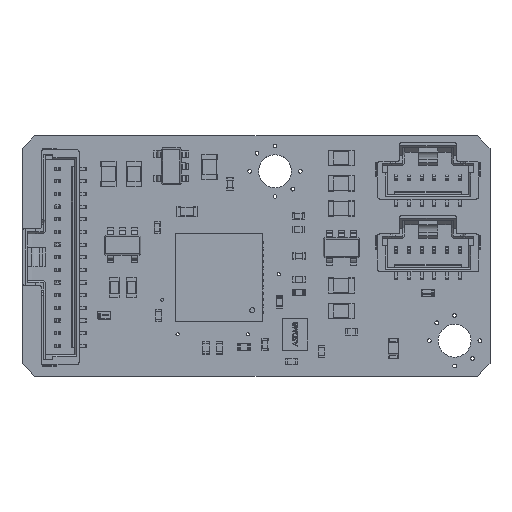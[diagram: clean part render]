
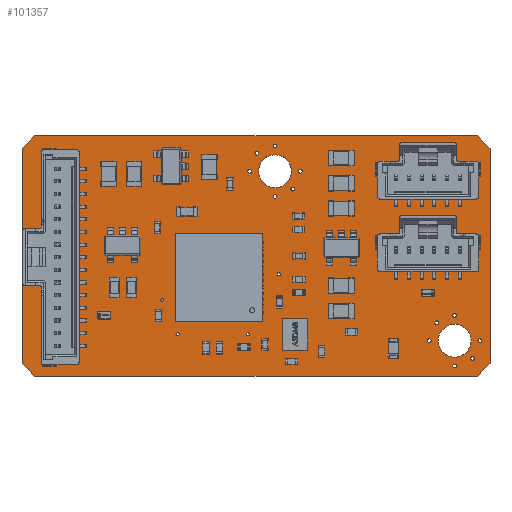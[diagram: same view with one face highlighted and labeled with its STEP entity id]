
A CAD part, top view. The second image highlights one B-rep face of the part: STEP entity #101357.
In plain terms, the highlighted planar face has unit normal (0, 0, 1).
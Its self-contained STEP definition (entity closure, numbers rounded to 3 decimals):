
#101015 = VERTEX_POINT('',#101016);
#101016 = CARTESIAN_POINT('',(37.,18.,1.6));
#101022 = EDGE_CURVE('',#101015,#101023,#101025,.T.);
#101023 = VERTEX_POINT('',#101024);
#101024 = CARTESIAN_POINT('',(37.,1.,1.6));
#101025 = LINE('',#101026,#101027);
#101026 = CARTESIAN_POINT('',(37.,18.,1.6));
#101027 = VECTOR('',#101028,1.);
#101028 = DIRECTION('',(0.,-1.,0.));
#101055 = VERTEX_POINT('',#101056);
#101056 = CARTESIAN_POINT('',(36.,19.,1.6));
#101062 = EDGE_CURVE('',#101055,#101015,#101063,.T.);
#101063 = LINE('',#101064,#101065);
#101064 = CARTESIAN_POINT('',(36.,19.,1.6));
#101065 = VECTOR('',#101066,1.);
#101066 = DIRECTION('',(0.707,-0.707,0.));
#101084 = EDGE_CURVE('',#101023,#101085,#101087,.T.);
#101085 = VERTEX_POINT('',#101086);
#101086 = CARTESIAN_POINT('',(36.,0.,1.6));
#101087 = LINE('',#101088,#101089);
#101088 = CARTESIAN_POINT('',(37.,1.,1.6));
#101089 = VECTOR('',#101090,1.);
#101090 = DIRECTION('',(-0.707,-0.707,0.));
#101357 = ADVANCED_FACE('',(#101358,#101401,#101412,#101423,#101434,
    #101445,#101456,#101467,#101478,#101489,#101500,#101511,#101522,
    #101533,#101544,#101555,#101566,#101577,#101588),#101599,.T.);
#101358 = FACE_BOUND('',#101359,.T.);
#101359 = EDGE_LOOP('',(#101360,#101361,#101362,#101370,#101378,#101386,
    #101394,#101400));
#101360 = ORIENTED_EDGE('',*,*,#101022,.F.);
#101361 = ORIENTED_EDGE('',*,*,#101062,.F.);
#101362 = ORIENTED_EDGE('',*,*,#101363,.F.);
#101363 = EDGE_CURVE('',#101364,#101055,#101366,.T.);
#101364 = VERTEX_POINT('',#101365);
#101365 = CARTESIAN_POINT('',(1.,19.,1.6));
#101366 = LINE('',#101367,#101368);
#101367 = CARTESIAN_POINT('',(1.,19.,1.6));
#101368 = VECTOR('',#101369,1.);
#101369 = DIRECTION('',(1.,0.,0.));
#101370 = ORIENTED_EDGE('',*,*,#101371,.F.);
#101371 = EDGE_CURVE('',#101372,#101364,#101374,.T.);
#101372 = VERTEX_POINT('',#101373);
#101373 = CARTESIAN_POINT('',(0.,18.,1.6));
#101374 = LINE('',#101375,#101376);
#101375 = CARTESIAN_POINT('',(0.,18.,1.6));
#101376 = VECTOR('',#101377,1.);
#101377 = DIRECTION('',(0.707,0.707,0.));
#101378 = ORIENTED_EDGE('',*,*,#101379,.F.);
#101379 = EDGE_CURVE('',#101380,#101372,#101382,.T.);
#101380 = VERTEX_POINT('',#101381);
#101381 = CARTESIAN_POINT('',(0.,1.,1.6));
#101382 = LINE('',#101383,#101384);
#101383 = CARTESIAN_POINT('',(0.,1.,1.6));
#101384 = VECTOR('',#101385,1.);
#101385 = DIRECTION('',(0.,1.,0.));
#101386 = ORIENTED_EDGE('',*,*,#101387,.F.);
#101387 = EDGE_CURVE('',#101388,#101380,#101390,.T.);
#101388 = VERTEX_POINT('',#101389);
#101389 = CARTESIAN_POINT('',(1.,0.,1.6));
#101390 = LINE('',#101391,#101392);
#101391 = CARTESIAN_POINT('',(1.,0.,1.6));
#101392 = VECTOR('',#101393,1.);
#101393 = DIRECTION('',(-0.707,0.707,0.));
#101394 = ORIENTED_EDGE('',*,*,#101395,.F.);
#101395 = EDGE_CURVE('',#101085,#101388,#101396,.T.);
#101396 = LINE('',#101397,#101398);
#101397 = CARTESIAN_POINT('',(36.,0.,1.6));
#101398 = VECTOR('',#101399,1.);
#101399 = DIRECTION('',(-1.,0.,0.));
#101400 = ORIENTED_EDGE('',*,*,#101084,.F.);
#101401 = FACE_BOUND('',#101402,.T.);
#101402 = EDGE_LOOP('',(#101403));
#101403 = ORIENTED_EDGE('',*,*,#101404,.T.);
#101404 = EDGE_CURVE('',#101405,#101405,#101407,.T.);
#101405 = VERTEX_POINT('',#101406);
#101406 = CARTESIAN_POINT('',(12.3,3.175,1.6));
#101407 = CIRCLE('',#101408,0.125);
#101408 = AXIS2_PLACEMENT_3D('',#101409,#101410,#101411);
#101409 = CARTESIAN_POINT('',(12.3,3.3,1.6));
#101410 = DIRECTION('',(-0.,0.,-1.));
#101411 = DIRECTION('',(-0.,-1.,0.));
#101412 = FACE_BOUND('',#101413,.T.);
#101413 = EDGE_LOOP('',(#101414));
#101414 = ORIENTED_EDGE('',*,*,#101415,.T.);
#101415 = EDGE_CURVE('',#101416,#101416,#101418,.T.);
#101416 = VERTEX_POINT('',#101417);
#101417 = CARTESIAN_POINT('',(17.85,3.175,1.6));
#101418 = CIRCLE('',#101419,0.125);
#101419 = AXIS2_PLACEMENT_3D('',#101420,#101421,#101422);
#101420 = CARTESIAN_POINT('',(17.85,3.3,1.6));
#101421 = DIRECTION('',(-0.,0.,-1.));
#101422 = DIRECTION('',(-0.,-1.,0.));
#101423 = FACE_BOUND('',#101424,.T.);
#101424 = EDGE_LOOP('',(#101425));
#101425 = ORIENTED_EDGE('',*,*,#101426,.T.);
#101426 = EDGE_CURVE('',#101427,#101427,#101429,.T.);
#101427 = VERTEX_POINT('',#101428);
#101428 = CARTESIAN_POINT('',(11.1,5.925,1.6));
#101429 = CIRCLE('',#101430,0.125);
#101430 = AXIS2_PLACEMENT_3D('',#101431,#101432,#101433);
#101431 = CARTESIAN_POINT('',(11.1,6.05,1.6));
#101432 = DIRECTION('',(-0.,0.,-1.));
#101433 = DIRECTION('',(-0.,-1.,0.));
#101434 = FACE_BOUND('',#101435,.T.);
#101435 = EDGE_LOOP('',(#101436));
#101436 = ORIENTED_EDGE('',*,*,#101437,.T.);
#101437 = EDGE_CURVE('',#101438,#101438,#101440,.T.);
#101438 = VERTEX_POINT('',#101439);
#101439 = CARTESIAN_POINT('',(20.3,7.925,1.6));
#101440 = CIRCLE('',#101441,0.125);
#101441 = AXIS2_PLACEMENT_3D('',#101442,#101443,#101444);
#101442 = CARTESIAN_POINT('',(20.3,8.05,1.6));
#101443 = DIRECTION('',(-0.,0.,-1.));
#101444 = DIRECTION('',(-0.,-1.,0.));
#101445 = FACE_BOUND('',#101446,.T.);
#101446 = EDGE_LOOP('',(#101447));
#101447 = ORIENTED_EDGE('',*,*,#101448,.T.);
#101448 = EDGE_CURVE('',#101449,#101449,#101451,.T.);
#101449 = VERTEX_POINT('',#101450);
#101450 = CARTESIAN_POINT('',(32.2,2.65,1.6));
#101451 = CIRCLE('',#101452,0.15);
#101452 = AXIS2_PLACEMENT_3D('',#101453,#101454,#101455);
#101453 = CARTESIAN_POINT('',(32.2,2.8,1.6));
#101454 = DIRECTION('',(-0.,0.,-1.));
#101455 = DIRECTION('',(-0.,-1.,0.));
#101456 = FACE_BOUND('',#101457,.T.);
#101457 = EDGE_LOOP('',(#101458));
#101458 = ORIENTED_EDGE('',*,*,#101459,.T.);
#101459 = EDGE_CURVE('',#101460,#101460,#101462,.T.);
#101460 = VERTEX_POINT('',#101461);
#101461 = CARTESIAN_POINT('',(34.2,0.65,1.6));
#101462 = CIRCLE('',#101463,0.15);
#101463 = AXIS2_PLACEMENT_3D('',#101464,#101465,#101466);
#101464 = CARTESIAN_POINT('',(34.2,0.8,1.6));
#101465 = DIRECTION('',(-0.,0.,-1.));
#101466 = DIRECTION('',(-0.,-1.,0.));
#101467 = FACE_BOUND('',#101468,.T.);
#101468 = EDGE_LOOP('',(#101469));
#101469 = ORIENTED_EDGE('',*,*,#101470,.T.);
#101470 = EDGE_CURVE('',#101471,#101471,#101473,.T.);
#101471 = VERTEX_POINT('',#101472);
#101472 = CARTESIAN_POINT('',(35.614,1.236,1.6));
#101473 = CIRCLE('',#101474,0.15);
#101474 = AXIS2_PLACEMENT_3D('',#101475,#101476,#101477);
#101475 = CARTESIAN_POINT('',(35.614,1.386,1.6));
#101476 = DIRECTION('',(-0.,0.,-1.));
#101477 = DIRECTION('',(0.,-1.,0.));
#101478 = FACE_BOUND('',#101479,.T.);
#101479 = EDGE_LOOP('',(#101480));
#101480 = ORIENTED_EDGE('',*,*,#101481,.T.);
#101481 = EDGE_CURVE('',#101482,#101482,#101484,.T.);
#101482 = VERTEX_POINT('',#101483);
#101483 = CARTESIAN_POINT('',(34.2,1.5,1.6));
#101484 = CIRCLE('',#101485,1.3);
#101485 = AXIS2_PLACEMENT_3D('',#101486,#101487,#101488);
#101486 = CARTESIAN_POINT('',(34.2,2.8,1.6));
#101487 = DIRECTION('',(-0.,0.,-1.));
#101488 = DIRECTION('',(-0.,-1.,0.));
#101489 = FACE_BOUND('',#101490,.T.);
#101490 = EDGE_LOOP('',(#101491));
#101491 = ORIENTED_EDGE('',*,*,#101492,.T.);
#101492 = EDGE_CURVE('',#101493,#101493,#101495,.T.);
#101493 = VERTEX_POINT('',#101494);
#101494 = CARTESIAN_POINT('',(36.2,2.65,1.6));
#101495 = CIRCLE('',#101496,0.15);
#101496 = AXIS2_PLACEMENT_3D('',#101497,#101498,#101499);
#101497 = CARTESIAN_POINT('',(36.2,2.8,1.6));
#101498 = DIRECTION('',(-0.,0.,-1.));
#101499 = DIRECTION('',(-0.,-1.,0.));
#101500 = FACE_BOUND('',#101501,.T.);
#101501 = EDGE_LOOP('',(#101502));
#101502 = ORIENTED_EDGE('',*,*,#101503,.T.);
#101503 = EDGE_CURVE('',#101504,#101504,#101506,.T.);
#101504 = VERTEX_POINT('',#101505);
#101505 = CARTESIAN_POINT('',(32.786,4.064,1.6));
#101506 = CIRCLE('',#101507,0.15);
#101507 = AXIS2_PLACEMENT_3D('',#101508,#101509,#101510);
#101508 = CARTESIAN_POINT('',(32.786,4.214,1.6));
#101509 = DIRECTION('',(-0.,0.,-1.));
#101510 = DIRECTION('',(-0.,-1.,0.));
#101511 = FACE_BOUND('',#101512,.T.);
#101512 = EDGE_LOOP('',(#101513));
#101513 = ORIENTED_EDGE('',*,*,#101514,.T.);
#101514 = EDGE_CURVE('',#101515,#101515,#101517,.T.);
#101515 = VERTEX_POINT('',#101516);
#101516 = CARTESIAN_POINT('',(34.2,4.65,1.6));
#101517 = CIRCLE('',#101518,0.15);
#101518 = AXIS2_PLACEMENT_3D('',#101519,#101520,#101521);
#101519 = CARTESIAN_POINT('',(34.2,4.8,1.6));
#101520 = DIRECTION('',(-0.,0.,-1.));
#101521 = DIRECTION('',(-0.,-1.,0.));
#101522 = FACE_BOUND('',#101523,.T.);
#101523 = EDGE_LOOP('',(#101524));
#101524 = ORIENTED_EDGE('',*,*,#101525,.T.);
#101525 = EDGE_CURVE('',#101526,#101526,#101528,.T.);
#101526 = VERTEX_POINT('',#101527);
#101527 = CARTESIAN_POINT('',(20.,14.05,1.6));
#101528 = CIRCLE('',#101529,0.15);
#101529 = AXIS2_PLACEMENT_3D('',#101530,#101531,#101532);
#101530 = CARTESIAN_POINT('',(20.,14.2,1.6));
#101531 = DIRECTION('',(-0.,0.,-1.));
#101532 = DIRECTION('',(-0.,-1.,0.));
#101533 = FACE_BOUND('',#101534,.T.);
#101534 = EDGE_LOOP('',(#101535));
#101535 = ORIENTED_EDGE('',*,*,#101536,.T.);
#101536 = EDGE_CURVE('',#101537,#101537,#101539,.T.);
#101537 = VERTEX_POINT('',#101538);
#101538 = CARTESIAN_POINT('',(21.414,14.636,1.6));
#101539 = CIRCLE('',#101540,0.15);
#101540 = AXIS2_PLACEMENT_3D('',#101541,#101542,#101543);
#101541 = CARTESIAN_POINT('',(21.414,14.786,1.6));
#101542 = DIRECTION('',(-0.,0.,-1.));
#101543 = DIRECTION('',(-0.,-1.,0.));
#101544 = FACE_BOUND('',#101545,.T.);
#101545 = EDGE_LOOP('',(#101546));
#101546 = ORIENTED_EDGE('',*,*,#101547,.T.);
#101547 = EDGE_CURVE('',#101548,#101548,#101550,.T.);
#101548 = VERTEX_POINT('',#101549);
#101549 = CARTESIAN_POINT('',(18.,16.05,1.6));
#101550 = CIRCLE('',#101551,0.15);
#101551 = AXIS2_PLACEMENT_3D('',#101552,#101553,#101554);
#101552 = CARTESIAN_POINT('',(18.,16.2,1.6));
#101553 = DIRECTION('',(-0.,0.,-1.));
#101554 = DIRECTION('',(-0.,-1.,0.));
#101555 = FACE_BOUND('',#101556,.T.);
#101556 = EDGE_LOOP('',(#101557));
#101557 = ORIENTED_EDGE('',*,*,#101558,.T.);
#101558 = EDGE_CURVE('',#101559,#101559,#101561,.T.);
#101559 = VERTEX_POINT('',#101560);
#101560 = CARTESIAN_POINT('',(20.,14.9,1.6));
#101561 = CIRCLE('',#101562,1.3);
#101562 = AXIS2_PLACEMENT_3D('',#101563,#101564,#101565);
#101563 = CARTESIAN_POINT('',(20.,16.2,1.6));
#101564 = DIRECTION('',(-0.,0.,-1.));
#101565 = DIRECTION('',(-0.,-1.,0.));
#101566 = FACE_BOUND('',#101567,.T.);
#101567 = EDGE_LOOP('',(#101568));
#101568 = ORIENTED_EDGE('',*,*,#101569,.T.);
#101569 = EDGE_CURVE('',#101570,#101570,#101572,.T.);
#101570 = VERTEX_POINT('',#101571);
#101571 = CARTESIAN_POINT('',(18.586,17.464,1.6));
#101572 = CIRCLE('',#101573,0.15);
#101573 = AXIS2_PLACEMENT_3D('',#101574,#101575,#101576);
#101574 = CARTESIAN_POINT('',(18.586,17.614,1.6));
#101575 = DIRECTION('',(-0.,0.,-1.));
#101576 = DIRECTION('',(-0.,-1.,0.));
#101577 = FACE_BOUND('',#101578,.T.);
#101578 = EDGE_LOOP('',(#101579));
#101579 = ORIENTED_EDGE('',*,*,#101580,.T.);
#101580 = EDGE_CURVE('',#101581,#101581,#101583,.T.);
#101581 = VERTEX_POINT('',#101582);
#101582 = CARTESIAN_POINT('',(20.,18.05,1.6));
#101583 = CIRCLE('',#101584,0.15);
#101584 = AXIS2_PLACEMENT_3D('',#101585,#101586,#101587);
#101585 = CARTESIAN_POINT('',(20.,18.2,1.6));
#101586 = DIRECTION('',(-0.,0.,-1.));
#101587 = DIRECTION('',(-0.,-1.,0.));
#101588 = FACE_BOUND('',#101589,.T.);
#101589 = EDGE_LOOP('',(#101590));
#101590 = ORIENTED_EDGE('',*,*,#101591,.T.);
#101591 = EDGE_CURVE('',#101592,#101592,#101594,.T.);
#101592 = VERTEX_POINT('',#101593);
#101593 = CARTESIAN_POINT('',(22.,16.05,1.6));
#101594 = CIRCLE('',#101595,0.15);
#101595 = AXIS2_PLACEMENT_3D('',#101596,#101597,#101598);
#101596 = CARTESIAN_POINT('',(22.,16.2,1.6));
#101597 = DIRECTION('',(-0.,0.,-1.));
#101598 = DIRECTION('',(-0.,-1.,0.));
#101599 = PLANE('',#101600);
#101600 = AXIS2_PLACEMENT_3D('',#101601,#101602,#101603);
#101601 = CARTESIAN_POINT('',(0.,0.,1.6));
#101602 = DIRECTION('',(0.,0.,1.));
#101603 = DIRECTION('',(1.,0.,-0.));
